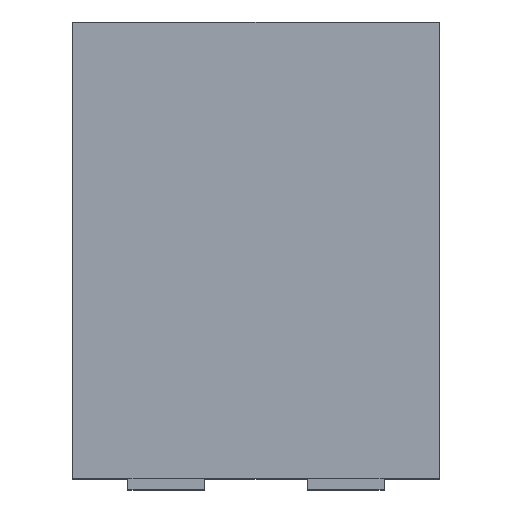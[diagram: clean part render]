
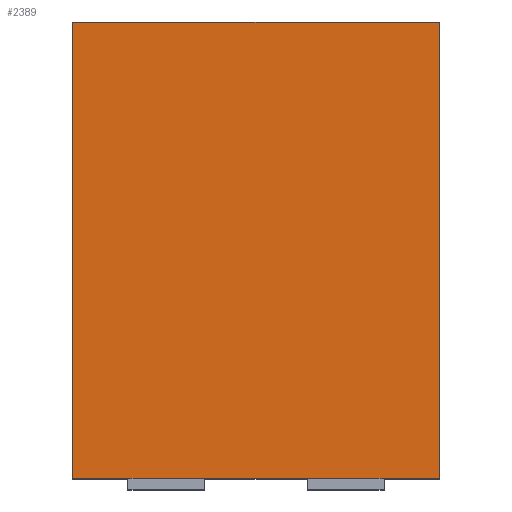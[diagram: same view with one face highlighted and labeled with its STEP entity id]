
A CAD part, top view. The second image highlights one B-rep face of the part: STEP entity #2389.
In plain terms, the highlighted planar face has unit normal (0, 0, 1).
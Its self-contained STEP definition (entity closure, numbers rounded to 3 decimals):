
#76 = ORIENTED_EDGE ( 'NONE', *, *, #1952, .T. ) ;
#84 = VECTOR ( 'NONE', #1106, 1000. ) ;
#99 = PLANE ( 'NONE',  #1711 ) ;
#185 = DIRECTION ( 'NONE',  ( 1., 0., 0. ) ) ;
#194 = VECTOR ( 'NONE', #1487, 1000. ) ;
#206 = CARTESIAN_POINT ( 'NONE',  ( -6.731, -10.516, 8.382 ) ) ;
#253 = CARTESIAN_POINT ( 'NONE',  ( -6.731, -10.516, 8.382 ) ) ;
#284 = VECTOR ( 'NONE', #342, 1000. ) ;
#295 = CARTESIAN_POINT ( 'NONE',  ( 6.731, 6.248, 8.382 ) ) ;
#342 = DIRECTION ( 'NONE',  ( -1., 0., 0. ) ) ;
#430 = VECTOR ( 'NONE', #1153, 1000. ) ;
#432 = CARTESIAN_POINT ( 'NONE',  ( -6.731, 6.248, 8.382 ) ) ;
#470 = VECTOR ( 'NONE', #1737, 1000. ) ;
#564 = VECTOR ( 'NONE', #1193, 1000. ) ;
#575 = ORIENTED_EDGE ( 'NONE', *, *, #1455, .T. ) ;
#581 = CARTESIAN_POINT ( 'NONE',  ( -6.731, 6.248, 8.382 ) ) ;
#599 = CARTESIAN_POINT ( 'NONE',  ( 6.731, -10.516, 8.382 ) ) ;
#643 = CARTESIAN_POINT ( 'NONE',  ( -6.731, -10.516, 8.382 ) ) ;
#669 = EDGE_CURVE ( 'NONE', #2133, #1944, #1468, .T. ) ;
#807 = EDGE_LOOP ( 'NONE', ( #1377, #2833, #2395, #575, #949, #76, #2735, #1231 ) ) ;
#818 = CARTESIAN_POINT ( 'NONE',  ( -6.731, -10.516, 8.382 ) ) ;
#912 = VERTEX_POINT ( 'NONE', #2678 ) ;
#949 = ORIENTED_EDGE ( 'NONE', *, *, #2805, .T. ) ;
#998 = CARTESIAN_POINT ( 'NONE',  ( 0., 0., 8.382 ) ) ;
#1091 = VECTOR ( 'NONE', #185, 1000. ) ;
#1106 = DIRECTION ( 'NONE',  ( 1., 0., 0. ) ) ;
#1153 = DIRECTION ( 'NONE',  ( 1., 0., 0. ) ) ;
#1193 = DIRECTION ( 'NONE',  ( 0., 1., 0. ) ) ;
#1231 = ORIENTED_EDGE ( 'NONE', *, *, #669, .T. ) ;
#1310 = LINE ( 'NONE', #2232, #1091 ) ;
#1330 = EDGE_CURVE ( 'NONE', #2623, #2565, #2868, .T. ) ;
#1377 = ORIENTED_EDGE ( 'NONE', *, *, #2660, .T. ) ;
#1379 = DIRECTION ( 'NONE',  ( 1., 0., 0. ) ) ;
#1455 = EDGE_CURVE ( 'NONE', #2565, #2058, #2685, .T. ) ;
#1468 = LINE ( 'NONE', #2384, #284 ) ;
#1487 = DIRECTION ( 'NONE',  ( 0., -1., 0. ) ) ;
#1550 = DIRECTION ( 'NONE',  ( 1., 0., 0. ) ) ;
#1711 = AXIS2_PLACEMENT_3D ( 'NONE', #998, #1918, #1379 ) ;
#1737 = DIRECTION ( 'NONE',  ( 1., 0., 0. ) ) ;
#1841 = VERTEX_POINT ( 'NONE', #599 ) ;
#1897 = VECTOR ( 'NONE', #1550, 1000. ) ;
#1918 = DIRECTION ( 'NONE',  ( 0., 0., 1. ) ) ;
#1920 = CARTESIAN_POINT ( 'NONE',  ( -1.905, -10.516, 8.382 ) ) ;
#1937 = CARTESIAN_POINT ( 'NONE',  ( -4.699, -10.516, 8.382 ) ) ;
#1944 = VERTEX_POINT ( 'NONE', #432 ) ;
#1952 = EDGE_CURVE ( 'NONE', #912, #1841, #2248, .T. ) ;
#2058 = VERTEX_POINT ( 'NONE', #2277 ) ;
#2113 = CARTESIAN_POINT ( 'NONE',  ( -6.731, -10.516, 8.382 ) ) ;
#2133 = VERTEX_POINT ( 'NONE', #2748 ) ;
#2146 = FACE_OUTER_BOUND ( 'NONE', #807, .T. ) ;
#2232 = CARTESIAN_POINT ( 'NONE',  ( -6.731, -10.516, 8.382 ) ) ;
#2248 = LINE ( 'NONE', #206, #84 ) ;
#2261 = EDGE_CURVE ( 'NONE', #1841, #2133, #2336, .T. ) ;
#2267 = VERTEX_POINT ( 'NONE', #2113 ) ;
#2277 = CARTESIAN_POINT ( 'NONE',  ( 1.905, -10.516, 8.382 ) ) ;
#2296 = LINE ( 'NONE', #253, #430 ) ;
#2336 = LINE ( 'NONE', #295, #564 ) ;
#2384 = CARTESIAN_POINT ( 'NONE',  ( -6.731, 6.248, 8.382 ) ) ;
#2389 = ADVANCED_FACE ( 'NONE', ( #2146 ), #99, .T. ) ;
#2395 = ORIENTED_EDGE ( 'NONE', *, *, #1330, .T. ) ;
#2399 = EDGE_CURVE ( 'NONE', #2267, #2623, #2296, .T. ) ;
#2565 = VERTEX_POINT ( 'NONE', #1920 ) ;
#2620 = LINE ( 'NONE', #581, #194 ) ;
#2623 = VERTEX_POINT ( 'NONE', #1937 ) ;
#2660 = EDGE_CURVE ( 'NONE', #1944, #2267, #2620, .T. ) ;
#2678 = CARTESIAN_POINT ( 'NONE',  ( 4.699, -10.516, 8.382 ) ) ;
#2685 = LINE ( 'NONE', #643, #1897 ) ;
#2735 = ORIENTED_EDGE ( 'NONE', *, *, #2261, .T. ) ;
#2748 = CARTESIAN_POINT ( 'NONE',  ( 6.731, 6.248, 8.382 ) ) ;
#2805 = EDGE_CURVE ( 'NONE', #2058, #912, #1310, .T. ) ;
#2833 = ORIENTED_EDGE ( 'NONE', *, *, #2399, .T. ) ;
#2868 = LINE ( 'NONE', #818, #470 ) ;
